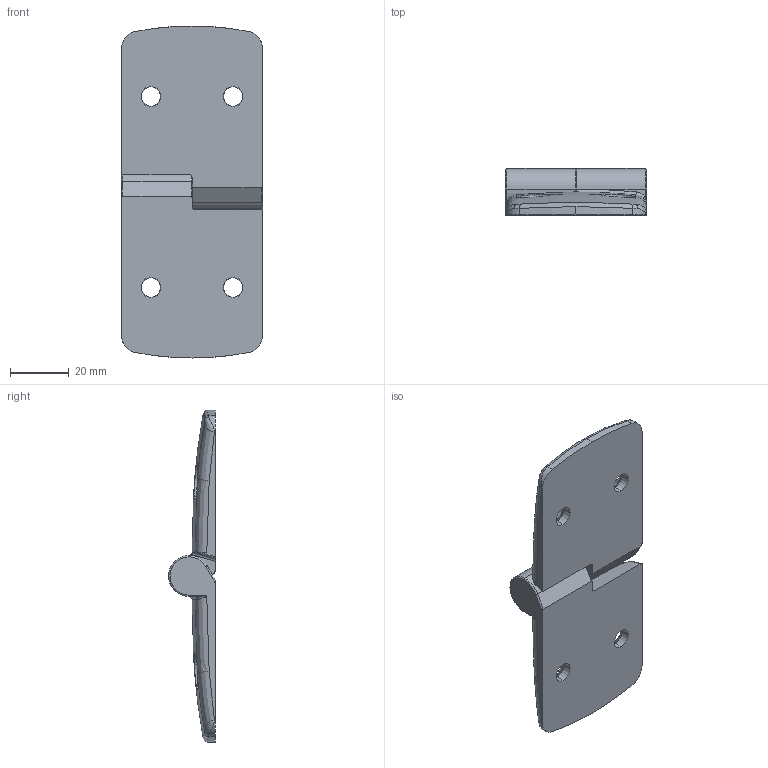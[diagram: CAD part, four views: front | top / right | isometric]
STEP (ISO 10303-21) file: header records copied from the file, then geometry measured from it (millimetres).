
FILE_DESCRIPTION (( 'STEP AP214' ), '1' );
FILE_NAME ('095e6060L.STEP', '2014-08-14T13:03:38', ( '' ), ( '' ), 'SwSTEP 2.0', 'SolidWorks 2014', '' );
FILE_SCHEMA (( 'AUTOMOTIVE_DESIGN' ));
Length unit declared in the file: millimetre
Products named in the file (2): 095e6060L; 095e60L_095 e 60 L
Assembly tree (2 placements, depth 2):
  095e6060L
    095e60L_095 e 60 L  x2
Bounding box: 48 x 15.9 x 113 mm (x, y, z)
Volume: 34569.1 mm3; surface area: 14500.3 mm2
Topology: 2 solids, 2 shells, 126 faces, 318 edges, 188 vertices
Faces by surface type: cylinder 42, bspline 38, plane 18, cone 16, torus 12
Entity records: 2929 total; most frequent: CARTESIAN_POINT 1539, ORIENTED_EDGE 312, DIRECTION 236, EDGE_CURVE 156, AXIS2_PLACEMENT_3D 97, VERTEX_POINT 94, EDGE_LOOP 66, FACE_OUTER_BOUND 63
